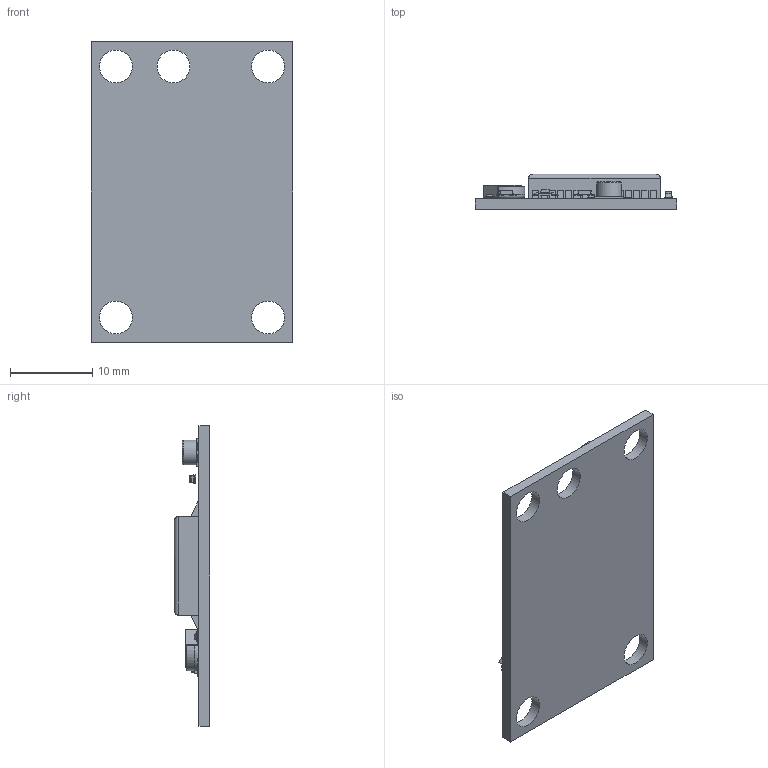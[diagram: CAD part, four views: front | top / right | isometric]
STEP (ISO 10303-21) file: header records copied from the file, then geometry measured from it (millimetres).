
FILE_DESCRIPTION(/* description */ (''),/* implementation_level */ '2;1');
FILE_NAME(/* name */ 'ublox NEO-6M-1.step',/* time_stamp */ '2021-11-05T19:44:43-05:00',/* author */ (''),/* organization */ (''),/* preprocessor_version */ 'ST-DEVELOPER v18.1',/* originating_system */ 'Autodesk Translation Framework v10.10.0.1391',/* authorisation */ '');
FILE_SCHEMA (('AUTOMOTIVE_DESIGN { 1 0 10303 214 3 1 1 }'));
Length unit declared in the file: millimetre
Products named in the file (9): (Unsaved); GPS_pcb; GPS_cap; GPS_res221; GPS_battery; GPS_res472; GPS_res100; GPS_led; GPS_connector
Assembly tree (10 placements, depth 2):
  (Unsaved)
    GPS_pcb
    GPS_cap
    GPS_res221  x2
    GPS_res472  x2
    GPS_battery
    GPS_res100
    GPS_led
    GPS_connector
Bounding box: 24.5 x 4.3 x 36.5 mm (x, y, z)
Volume: 1713.5 mm3; surface area: 2426.3 mm2
Topology: 50 solids, 50 shells, 959 faces, 2432 edges, 1603 vertices
Faces by surface type: plane 751, bspline 112, cylinder 84, torus 10, sphere 2
Full cylindrical faces by diameter (mm): 0.4 x2, 2.8 x1, 3 x1, 4 x5
Entity records: 22907 total; most frequent: CARTESIAN_POINT 5887, ORIENTED_EDGE 3444, DIRECTION 3046, EDGE_CURVE 1722, LINE 1386, VECTOR 1386, VERTEX_POINT 1133, AXIS2_PLACEMENT_3D 830
